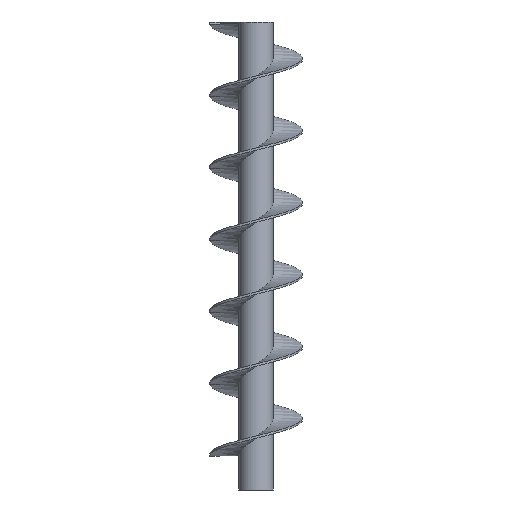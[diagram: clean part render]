
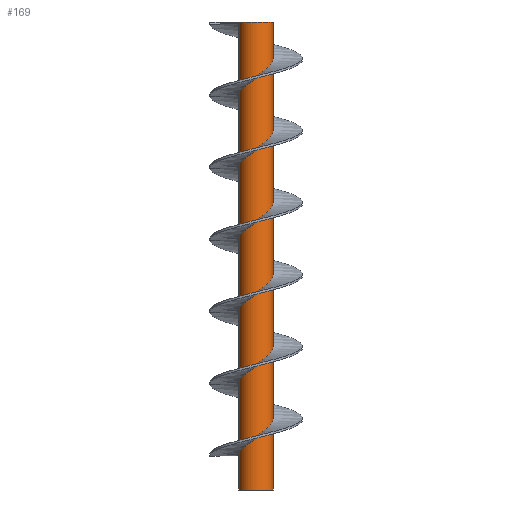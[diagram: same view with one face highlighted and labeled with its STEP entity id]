
A CAD part, front view. The second image highlights one B-rep face of the part: STEP entity #169.
In plain terms, the highlighted free-form (B-spline) face has degree [2, 1] with [5, 2] control points.
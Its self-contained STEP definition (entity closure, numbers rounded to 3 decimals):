
#70 = VERTEX_POINT('',#71);
#71 = CARTESIAN_POINT('',(21.85,0.,
    588.103));
#72 = VERTEX_POINT('',#73);
#73 = CARTESIAN_POINT('',(-21.85,0.,588.103));
#81 = EDGE_CURVE('',#70,#82,#84,.T.);
#82 = VERTEX_POINT('',#83);
#83 = CARTESIAN_POINT('',(21.85,0.,0.));
#84 = B_SPLINE_CURVE_WITH_KNOTS('',1,(#85,#86),.UNSPECIFIED.,.F.,.F.,(2,
    2),(-0.,650.),.PIECEWISE_BEZIER_KNOTS.);
#85 = CARTESIAN_POINT('',(21.85,0.,
    588.103));
#86 = CARTESIAN_POINT('',(21.85,0.,0.));
#89 = VERTEX_POINT('',#90);
#90 = CARTESIAN_POINT('',(-21.85,0.,0.));
#98 = EDGE_CURVE('',#72,#89,#99,.T.);
#99 = B_SPLINE_CURVE_WITH_KNOTS('',1,(#100,#101),.UNSPECIFIED.,.F.,.F.,(
    2,2),(-0.,650.),.PIECEWISE_BEZIER_KNOTS.);
#100 = CARTESIAN_POINT('',(-21.85,0.,588.103));
#101 = CARTESIAN_POINT('',(-21.85,0.,0.));
#117 = EDGE_CURVE('',#72,#70,#118,.T.);
#118 = ( BOUNDED_CURVE() B_SPLINE_CURVE(2,(#119,#120,#121,#122,#123),
.UNSPECIFIED.,.F.,.F.) B_SPLINE_CURVE_WITH_KNOTS((3,2,3),(3.142,
4.712,6.283),.PIECEWISE_BEZIER_KNOTS.) CURVE() 
GEOMETRIC_REPRESENTATION_ITEM() RATIONAL_B_SPLINE_CURVE((1.,
0.707,1.,0.707,1.)) REPRESENTATION_ITEM('') );
#119 = CARTESIAN_POINT('',(-21.85,0.,
    588.103));
#120 = CARTESIAN_POINT('',(-21.85,-21.85,
    588.103));
#121 = CARTESIAN_POINT('',(0.,-21.85,
    588.103));
#122 = CARTESIAN_POINT('',(21.85,-21.85,
    588.103));
#123 = CARTESIAN_POINT('',(21.85,0.,
    588.103));
#145 = EDGE_CURVE('',#89,#82,#146,.T.);
#146 = ( BOUNDED_CURVE() B_SPLINE_CURVE(2,(#147,#148,#149,#150,#151),
.UNSPECIFIED.,.F.,.F.) B_SPLINE_CURVE_WITH_KNOTS((3,2,3),(3.142,
4.712,6.283),.PIECEWISE_BEZIER_KNOTS.) CURVE() 
GEOMETRIC_REPRESENTATION_ITEM() RATIONAL_B_SPLINE_CURVE((1.,
0.707,1.,0.707,1.)) REPRESENTATION_ITEM('') );
#147 = CARTESIAN_POINT('',(-21.85,0.,0.));
#148 = CARTESIAN_POINT('',(-21.85,-21.85,0.));
#149 = CARTESIAN_POINT('',(0.,-21.85,0.));
#150 = CARTESIAN_POINT('',(21.85,-21.85,0.));
#151 = CARTESIAN_POINT('',(21.85,0.,0.));
#169 = ADVANCED_FACE('',(#170),#176,.T.);
#170 = FACE_BOUND('',#171,.T.);
#171 = EDGE_LOOP('',(#172,#173,#174,#175));
#172 = ORIENTED_EDGE('',*,*,#81,.F.);
#173 = ORIENTED_EDGE('',*,*,#117,.F.);
#174 = ORIENTED_EDGE('',*,*,#98,.T.);
#175 = ORIENTED_EDGE('',*,*,#145,.T.);
#176 = ( BOUNDED_SURFACE() B_SPLINE_SURFACE(2,1,(
    (#177,#178)
    ,(#179,#180)
    ,(#181,#182)
    ,(#183,#184)
,(#185,#186
    )),.UNSPECIFIED.,.F.,.F.,.F.) B_SPLINE_SURFACE_WITH_KNOTS((3,2,3),(2
    ,2),(3.142,4.712,6.283),(0.,650.),
.PIECEWISE_BEZIER_KNOTS.) GEOMETRIC_REPRESENTATION_ITEM() 
RATIONAL_B_SPLINE_SURFACE((
    (1.,1.)
    ,(0.707,0.707)
    ,(1.,1.)
    ,(0.707,0.707)
,(1.,1.))) REPRESENTATION_ITEM('') SURFACE() );
#177 = CARTESIAN_POINT('',(21.85,0.,
    588.103));
#178 = CARTESIAN_POINT('',(21.85,0.,0.));
#179 = CARTESIAN_POINT('',(21.85,-21.85,
    588.103));
#180 = CARTESIAN_POINT('',(21.85,-21.85,0.));
#181 = CARTESIAN_POINT('',(0.,-21.85,
    588.103));
#182 = CARTESIAN_POINT('',(0.,-21.85,0.));
#183 = CARTESIAN_POINT('',(-21.85,-21.85,
    588.103));
#184 = CARTESIAN_POINT('',(-21.85,-21.85,0.));
#185 = CARTESIAN_POINT('',(-21.85,0.,
    588.103));
#186 = CARTESIAN_POINT('',(-21.85,0.,0.));
